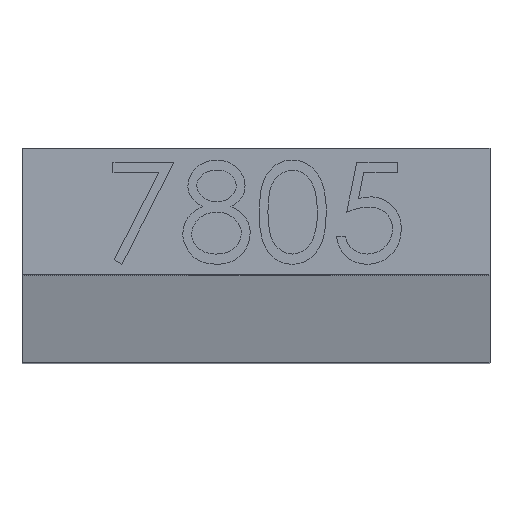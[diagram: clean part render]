
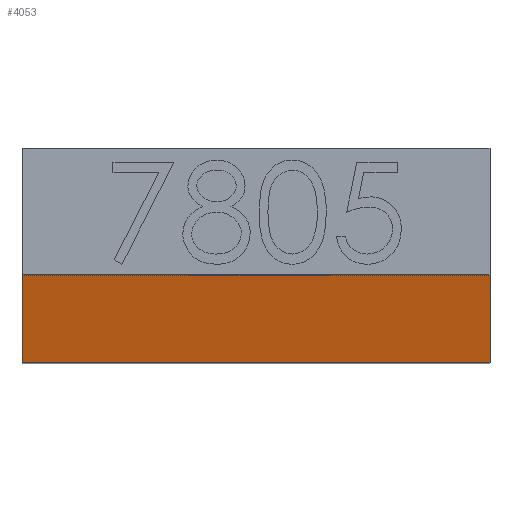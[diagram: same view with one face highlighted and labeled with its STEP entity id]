
A CAD part, top view. The second image highlights one B-rep face of the part: STEP entity #4053.
In plain terms, the highlighted planar face has unit normal (0, -0.258, 0.966).
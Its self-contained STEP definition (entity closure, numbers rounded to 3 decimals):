
#120 = CARTESIAN_POINT ( 'NONE',  ( -2.54, 1.001, 11.95 ) ) ;
#477 = FACE_OUTER_BOUND ( 'NONE', #4674, .T. ) ;
#481 = EDGE_CURVE ( 'NONE', #4888, #3923, #3065, .T. ) ;
#619 = CARTESIAN_POINT ( 'NONE',  ( -25.788, 0.475, 11.81 ) ) ;
#812 = CARTESIAN_POINT ( 'NONE',  ( 7.46, -1.397, 11.31 ) ) ;
#1096 = CARTESIAN_POINT ( 'NONE',  ( -2.54, 0.475, 11.81 ) ) ;
#1301 = CARTESIAN_POINT ( 'NONE',  ( 7.46, 1.001, 11.95 ) ) ;
#1538 = ORIENTED_EDGE ( 'NONE', *, *, #2608, .F. ) ;
#1555 = DIRECTION ( 'NONE',  ( 1., 0., 0. ) ) ;
#1586 = CARTESIAN_POINT ( 'NONE',  ( -2.54, -1.397, 11.31 ) ) ;
#1662 = AXIS2_PLACEMENT_3D ( 'NONE', #3759, #3365, #2825 ) ;
#2017 = ORIENTED_EDGE ( 'NONE', *, *, #481, .T. ) ;
#2566 = LINE ( 'NONE', #2664, #3820 ) ;
#2608 = EDGE_CURVE ( 'NONE', #4888, #6027, #3438, .T. ) ;
#2664 = CARTESIAN_POINT ( 'NONE',  ( -2.54, -1.397, 11.31 ) ) ;
#2825 = DIRECTION ( 'NONE',  ( 0., -0.966, -0.258 ) ) ;
#2970 = ORIENTED_EDGE ( 'NONE', *, *, #5545, .T. ) ;
#3025 = VERTEX_POINT ( 'NONE', #812 ) ;
#3065 = LINE ( 'NONE', #120, #5705 ) ;
#3121 = ORIENTED_EDGE ( 'NONE', *, *, #4541, .T. ) ;
#3354 = CARTESIAN_POINT ( 'NONE',  ( 7.46, 0.475, 11.81 ) ) ;
#3365 = DIRECTION ( 'NONE',  ( 0., -0.258, 0.966 ) ) ;
#3438 = LINE ( 'NONE', #619, #5014 ) ;
#3565 = DIRECTION ( 'NONE',  ( 1., 0., 0. ) ) ;
#3759 = CARTESIAN_POINT ( 'NONE',  ( -25.788, 0.475, 11.81 ) ) ;
#3820 = VECTOR ( 'NONE', #3565, 1000. ) ;
#3923 = VERTEX_POINT ( 'NONE', #1586 ) ;
#3961 = DIRECTION ( 'NONE',  ( 0., -0.966, -0.258 ) ) ;
#4053 = ADVANCED_FACE ( 'NONE', ( #477 ), #5329, .T. ) ;
#4541 = EDGE_CURVE ( 'NONE', #3923, #3025, #2566, .T. ) ;
#4674 = EDGE_LOOP ( 'NONE', ( #1538, #2017, #3121, #2970 ) ) ;
#4719 = LINE ( 'NONE', #1301, #5544 ) ;
#4888 = VERTEX_POINT ( 'NONE', #1096 ) ;
#5014 = VECTOR ( 'NONE', #1555, 1000. ) ;
#5167 = DIRECTION ( 'NONE',  ( 0., 0.966, 0.258 ) ) ;
#5329 = PLANE ( 'NONE',  #1662 ) ;
#5544 = VECTOR ( 'NONE', #5167, 1000. ) ;
#5545 = EDGE_CURVE ( 'NONE', #3025, #6027, #4719, .T. ) ;
#5705 = VECTOR ( 'NONE', #3961, 1000. ) ;
#6027 = VERTEX_POINT ( 'NONE', #3354 ) ;
